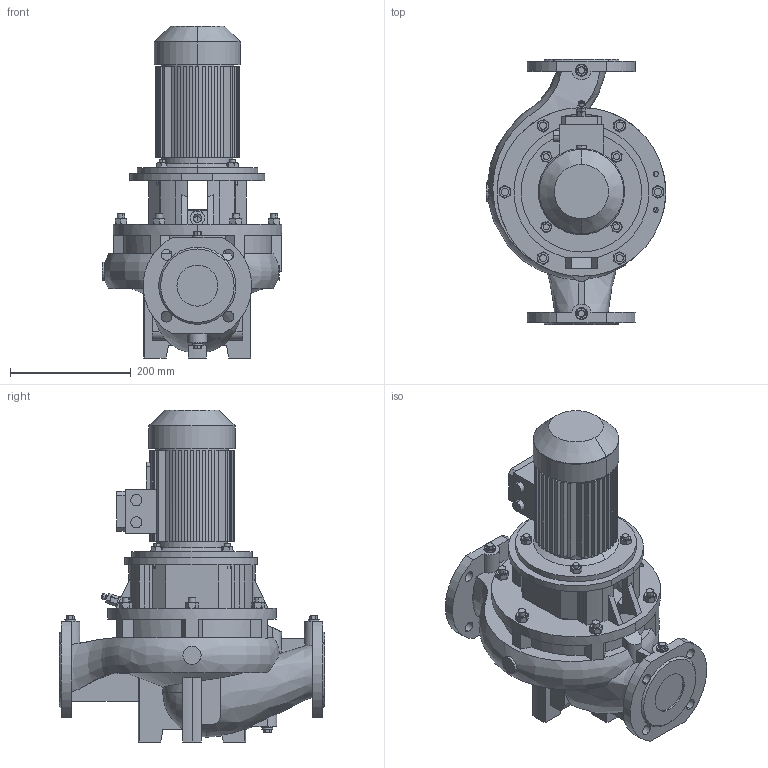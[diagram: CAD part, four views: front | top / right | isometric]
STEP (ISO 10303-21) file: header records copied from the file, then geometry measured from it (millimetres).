
FILE_DESCRIPTION (( 'STEP AP203' ), '1' );
FILE_NAME ('枅-313-000-313-012-01-41.step', '2025-02-11T17:07:30', ( 'adb' ), ( '' ), 'SwSTEP 2.0', 'SolidWorks 2016', '' );
FILE_SCHEMA (( 'CONFIG_CONTROL_DESIGN' ));
Length unit declared in the file: millimetre
Products named in the file (1): 枅-313-000-313-012-01-41
Bounding box: 298 x 440 x 551 mm (x, y, z)
Volume: 12226292.2 mm3; surface area: 1166555.9 mm2
Topology: 8 solids, 20 shells, 956 faces, 2492 edges, 1635 vertices
Faces by surface type: plane 507, cylinder 331, cone 103, bspline 12, sphere 3
Entity records: 35229 total; most frequent: CARTESIAN_POINT 11501, ORIENTED_EDGE 4980, DIRECTION 4890, EDGE_CURVE 2490, AXIS2_PLACEMENT_3D 1809, VERTEX_POINT 1635, VECTOR 1272, LINE 1272
